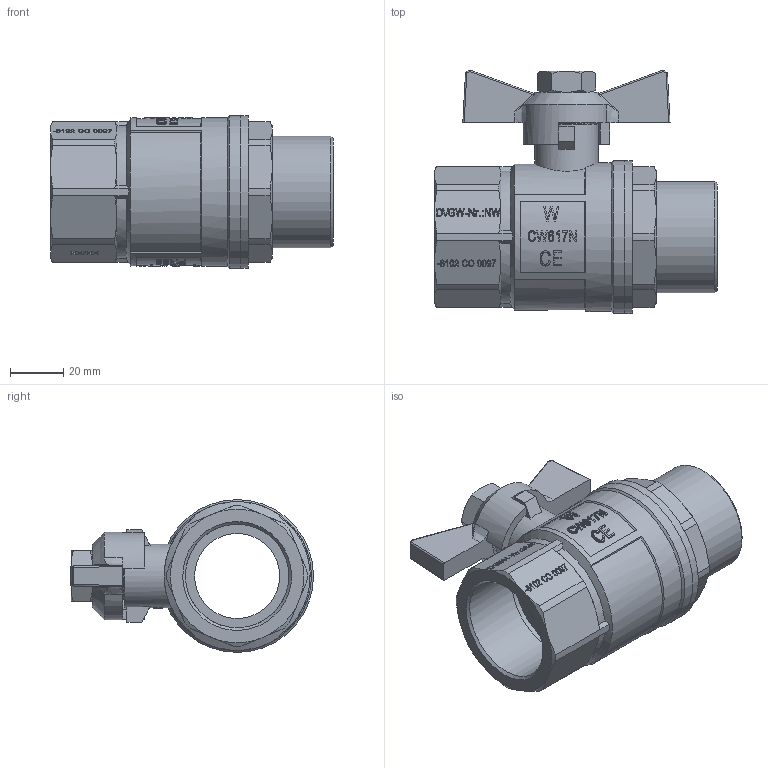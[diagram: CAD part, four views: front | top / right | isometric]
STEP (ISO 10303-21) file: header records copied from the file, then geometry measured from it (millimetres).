
FILE_DESCRIPTION(/* description */ ('Unknown'),/* implementation_level */ '2;1');
FILE_NAME(/* name */ '7531-07',/* time_stamp */ '2023-06-12T13:26:50+02:00',/* author */ ('Unknown'),/* organization */ ('Unknown'),/* preprocessor_version */ 'ST-DEVELOPER v18.102',/* originating_system */ 'Solid Edge',/* authorisation */ 'Unknown');
FILE_SCHEMA (('AUTOMOTIVE_DESIGN {1 0 10303 214 3 1 1}'));
Length unit declared in the file: millimetre
Products named in the file (12): 7531-07; Flügelgriff 1_1_4 - 1 1_2; Kvrper; Kugeldichtung.1; Kugel; Einschraubteil; Spindel-co; 600-1_1_4-Spindeldichtung; 600-1_1_4-Spindel; 600-1_1_4-Stopfbuchse; O-Ring; 600-1_1_4-Mutter-fl.g.
Assembly tree (12 placements, depth 3):
  7531-07
    Flügelgriff 1_1_4 - 1 1_2
    Kvrper
    Kugeldichtung.1  x2
    Kugel
    Einschraubteil
    Spindel-co
      600-1_1_4-Spindeldichtung
      600-1_1_4-Spindel
      600-1_1_4-Stopfbuchse
      O-Ring
    600-1_1_4-Mutter-fl.g.
Bounding box: 106.5 x 91.47 x 57.5 mm (x, y, z)
Volume: 129654.5 mm3; surface area: 73902.6 mm2
Topology: 11 solids, 11 shells, 1858 faces, 5185 edges, 3435 vertices
Faces by surface type: plane 1642, cylinder 112, cone 67, bspline 18, sphere 12, torus 7
Full cylindrical faces by diameter (mm): 7 x1, 10.2 x1, 10.8 x1, 14 x2, 14.1 x2, 14.5 x1, 15 x1, 16 x1, 18 x1, 18.3 x1, 18.38 x1, 20 x2, 24 x1, 26 x1, 32 x5, 33 x1, 36 x1, 38.952 x2, 41.91 x1, 42 x4, 49.5 x1, 51 x1, 51.5 x1, 56 x1, 57.5 x2
Entity records: 75519 total; most frequent: CARTESIAN_POINT 15162, ORIENTED_EDGE 10156, DIRECTION 9937, EDGE_CURVE 5078, LINE 3597, VECTOR 3597, VERTEX_POINT 3408, AXIS2_PLACEMENT_3D 3170
